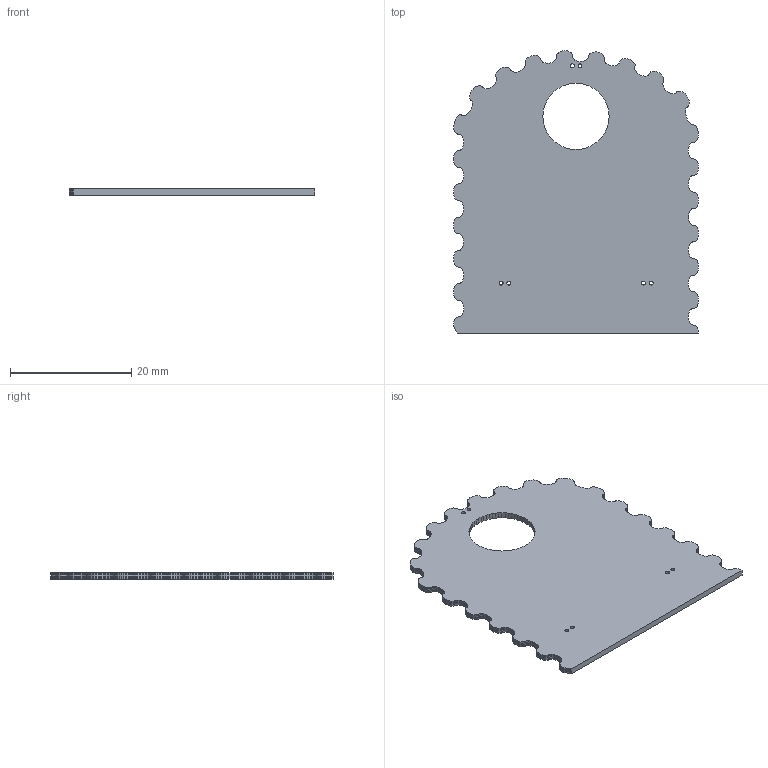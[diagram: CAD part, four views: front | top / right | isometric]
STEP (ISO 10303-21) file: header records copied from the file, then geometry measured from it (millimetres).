
FILE_DESCRIPTION(('FreeCAD Model'),'2;1');
FILE_NAME('blade-plate-small.step','2020-05-17T18:29:43',('Author'),(''), 'Open CASCADE STEP processor 7.3','FreeCAD','Unknown');
FILE_SCHEMA(('AUTOMOTIVE_DESIGN { 1 0 10303 214 1 1 1 1 }'));
Length unit declared in the file: millimetre
Products named in the file (6): blade-plate-small-no-teeth; Board_Geoms_6d25; Local_CS_6d25; Pcb_6d25; PCB_Sketch_6d25
Assembly tree (7 placements, depth 3):
  blade-plate-small-no-teeth
    Board_Geoms_6d25
      Local_CS_6d25
      Pcb_6d25
      PCB_Sketch_6d25
  Board_Geoms_6d25
    Local_CS_6d25
    Pcb_6d25
    PCB_Sketch_6d25
Bounding box: 40.36 x 46.56 x 1 mm (x, y, z)
Surface area: 6742 mm2
Topology: 2 solids, 2 shells, 1614 faces, 6428 edges, 6416 vertices
Faces by surface type: plane 1602, cylinder 12
Full cylindrical faces by diameter (mm): 0.65 x12
Entity records: 32371 total; most frequent: CARTESIAN_POINT 7237, DIRECTION 4856, ORIENTED_EDGE 4830, LINE 3202, VECTOR 3202, EDGE_CURVE 2415, VERTEX_POINT 1610, AXIS2_PLACEMENT_3D 827
